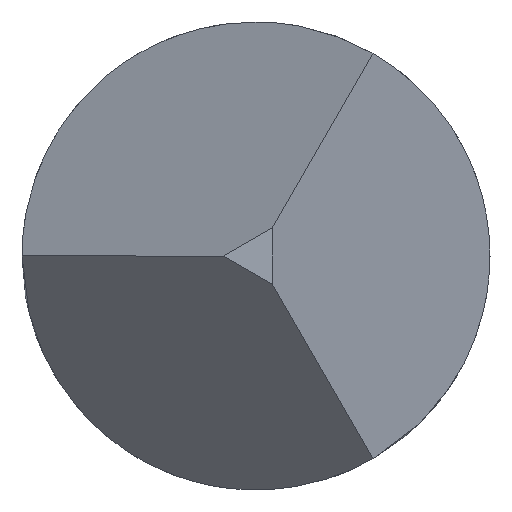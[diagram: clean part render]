
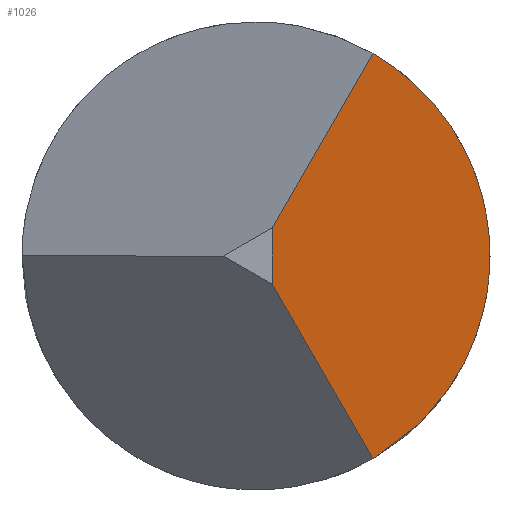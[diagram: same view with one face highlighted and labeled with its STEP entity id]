
A CAD part, left-side view. The second image highlights one B-rep face of the part: STEP entity #1026.
In plain terms, the highlighted planar face has unit normal (-0.5, -0.866, 0).
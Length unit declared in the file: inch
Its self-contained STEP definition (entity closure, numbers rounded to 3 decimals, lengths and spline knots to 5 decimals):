
#60 = ORIENTED_EDGE ( 'NONE', *, *, #837, .T. ) ;
#127 = VECTOR ( 'NONE', #1264, 39.37008 ) ;
#139 =( BOUNDED_CURVE ( )  B_SPLINE_CURVE ( 3, ( #1751, #1069, #907, #646 ),
 .UNSPECIFIED., .F., .F. ) 
 B_SPLINE_CURVE_WITH_KNOTS ( ( 4, 4 ),
 ( 2.0944, 4.18879 ),
 .UNSPECIFIED. ) 
 CURVE ( )  GEOMETRIC_REPRESENTATION_ITEM ( )  RATIONAL_B_SPLINE_CURVE ( ( 1., 0.667, 0.667, 1. ) ) 
 REPRESENTATION_ITEM ( '' )  );
#156 = CARTESIAN_POINT ( 'NONE',  ( -0.302, -0.001, -0.45448 ) ) ;
#225 = DIRECTION ( 'NONE',  ( 0.866, -0.5, 0. ) ) ;
#294 = CARTESIAN_POINT ( 'NONE',  ( -0.302, -0.001, -0.00173 ) ) ;
#356 = FACE_OUTER_BOUND ( 'NONE', #1162, .T. ) ;
#408 = ORIENTED_EDGE ( 'NONE', *, *, #792, .F. ) ;
#479 = PLANE ( 'NONE',  #1057 ) ;
#499 = LINE ( 'NONE', #853, #127 ) ;
#646 = CARTESIAN_POINT ( 'NONE',  ( -0.29139, -0.00713, 0.01234 ) ) ;
#718 = DIRECTION ( 'NONE',  ( 0., 0., 1. ) ) ;
#753 = CARTESIAN_POINT ( 'NONE',  ( -0.302, -0.001, -0.45448 ) ) ;
#754 = VERTEX_POINT ( 'NONE', #294 ) ;
#792 = EDGE_CURVE ( 'NONE', #754, #1253, #1385, .T. ) ;
#818 = CARTESIAN_POINT ( 'NONE',  ( -0.302, -0.001, 0.00173 ) ) ;
#837 = EDGE_CURVE ( 'NONE', #1059, #1253, #499, .T. ) ;
#853 = CARTESIAN_POINT ( 'NONE',  ( -0.49752, 0.11188, -0.19379 ) ) ;
#907 = CARTESIAN_POINT ( 'NONE',  ( -0.27288, -0.01781, 0.00617 ) ) ;
#937 = DIRECTION ( 'NONE',  ( -0.5, -0.866, 0. ) ) ;
#1026 = ADVANCED_FACE ( 'NONE', ( #356 ), #479, .T. ) ;
#1057 = AXIS2_PLACEMENT_3D ( 'NONE', #753, #937, #225 ) ;
#1059 = VERTEX_POINT ( 'NONE', #1186 ) ;
#1069 = CARTESIAN_POINT ( 'NONE',  ( -0.27288, -0.01781, -0.00617 ) ) ;
#1143 = DIRECTION ( 'NONE',  ( 0.655, -0.378, -0.655 ) ) ;
#1162 = EDGE_LOOP ( 'NONE', ( #1269, #60, #408, #1291 ) ) ;
#1186 = CARTESIAN_POINT ( 'NONE',  ( -0.29139, -0.00713, 0.01234 ) ) ;
#1252 = VERTEX_POINT ( 'NONE', #1501 ) ;
#1253 = VERTEX_POINT ( 'NONE', #818 ) ;
#1264 = DIRECTION ( 'NONE',  ( -0.655, 0.378, -0.655 ) ) ;
#1269 = ORIENTED_EDGE ( 'NONE', *, *, #1736, .T. ) ;
#1291 = ORIENTED_EDGE ( 'NONE', *, *, #1494, .T. ) ;
#1333 = VECTOR ( 'NONE', #1143, 39.37008 ) ;
#1385 = LINE ( 'NONE', #156, #1550 ) ;
#1494 = EDGE_CURVE ( 'NONE', #754, #1252, #1698, .T. ) ;
#1501 = CARTESIAN_POINT ( 'NONE',  ( -0.29139, -0.00713, -0.01234 ) ) ;
#1550 = VECTOR ( 'NONE', #718, 39.37008 ) ;
#1689 = CARTESIAN_POINT ( 'NONE',  ( -0.10797, -0.11303, -0.19577 ) ) ;
#1698 = LINE ( 'NONE', #1689, #1333 ) ;
#1736 = EDGE_CURVE ( 'NONE', #1252, #1059, #139, .T. ) ;
#1751 = CARTESIAN_POINT ( 'NONE',  ( -0.29139, -0.00713, -0.01234 ) ) ;
